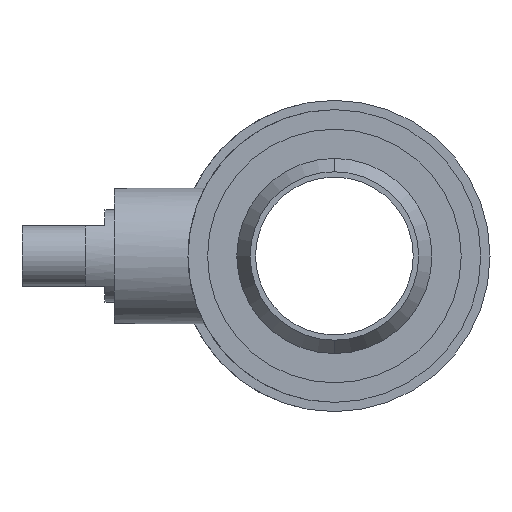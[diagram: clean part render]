
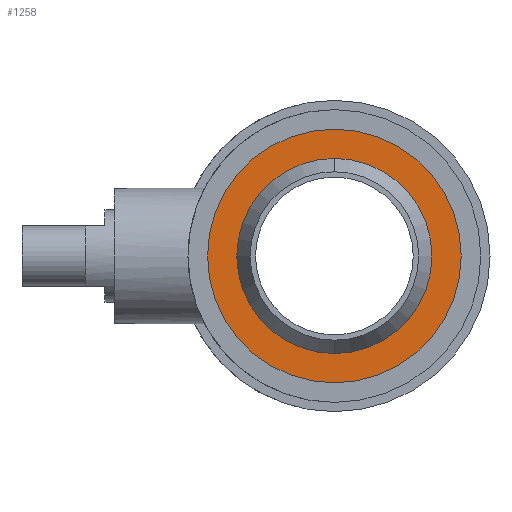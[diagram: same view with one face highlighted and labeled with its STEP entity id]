
A CAD part, left-side view. The second image highlights one B-rep face of the part: STEP entity #1258.
In plain terms, the highlighted planar face has unit normal (-1, 0, 0).
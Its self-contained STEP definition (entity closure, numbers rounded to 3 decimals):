
#18 = ORIENTED_EDGE ( 'NONE', *, *, #69, .F. ) ;
#69 = EDGE_CURVE ( 'NONE', #935, #1133, #560, .T. ) ;
#80 = DIRECTION ( 'NONE',  ( 0., 0., 1. ) ) ;
#89 = EDGE_LOOP ( 'NONE', ( #798, #18 ) ) ;
#111 = ORIENTED_EDGE ( 'NONE', *, *, #1388, .T. ) ;
#123 = CIRCLE ( 'NONE', #936, 11. ) ;
#146 = AXIS2_PLACEMENT_3D ( 'NONE', #625, #1053, #80 ) ;
#212 = CARTESIAN_POINT ( 'NONE',  ( -16.01, 0., 11. ) ) ;
#263 = DIRECTION ( 'NONE',  ( 0., 0., 1. ) ) ;
#290 = DIRECTION ( 'NONE',  ( -1., 0., 0. ) ) ;
#319 = DIRECTION ( 'NONE',  ( 0., 0., 1. ) ) ;
#335 = ORIENTED_EDGE ( 'NONE', *, *, #370, .T. ) ;
#370 = EDGE_CURVE ( 'NONE', #1058, #726, #123, .T. ) ;
#401 = AXIS2_PLACEMENT_3D ( 'NONE', #619, #1190, #839 ) ;
#428 = EDGE_CURVE ( 'NONE', #1133, #935, #723, .T. ) ;
#482 = AXIS2_PLACEMENT_3D ( 'NONE', #1304, #1292, #319 ) ;
#483 = CARTESIAN_POINT ( 'NONE',  ( -16.01, 0., 8.465 ) ) ;
#499 = CARTESIAN_POINT ( 'NONE',  ( -16.01, 0., -8.465 ) ) ;
#560 = CIRCLE ( 'NONE', #1208, 8.465 ) ;
#596 = DIRECTION ( 'NONE',  ( -1., 0., 0. ) ) ;
#619 = CARTESIAN_POINT ( 'NONE',  ( -16.01, 0., 0. ) ) ;
#625 = CARTESIAN_POINT ( 'NONE',  ( -16.01, 0., 0. ) ) ;
#692 = EDGE_LOOP ( 'NONE', ( #111, #335 ) ) ;
#723 = CIRCLE ( 'NONE', #401, 8.465 ) ;
#726 = VERTEX_POINT ( 'NONE', #1247 ) ;
#732 = PLANE ( 'NONE',  #146 ) ;
#798 = ORIENTED_EDGE ( 'NONE', *, *, #428, .F. ) ;
#839 = DIRECTION ( 'NONE',  ( 0., 0., 1. ) ) ;
#846 = FACE_BOUND ( 'NONE', #89, .T. ) ;
#935 = VERTEX_POINT ( 'NONE', #499 ) ;
#936 = AXIS2_PLACEMENT_3D ( 'NONE', #1275, #290, #1063 ) ;
#1015 = CIRCLE ( 'NONE', #482, 11. ) ;
#1053 = DIRECTION ( 'NONE',  ( -1., 0., 0. ) ) ;
#1058 = VERTEX_POINT ( 'NONE', #212 ) ;
#1063 = DIRECTION ( 'NONE',  ( 0., 0., 1. ) ) ;
#1133 = VERTEX_POINT ( 'NONE', #483 ) ;
#1190 = DIRECTION ( 'NONE',  ( -1., 0., 0. ) ) ;
#1208 = AXIS2_PLACEMENT_3D ( 'NONE', #1254, #596, #263 ) ;
#1247 = CARTESIAN_POINT ( 'NONE',  ( -16.01, 0., -11. ) ) ;
#1254 = CARTESIAN_POINT ( 'NONE',  ( -16.01, 0., 0. ) ) ;
#1258 = ADVANCED_FACE ( 'NONE', ( #846, #1377 ), #732, .T. ) ;
#1275 = CARTESIAN_POINT ( 'NONE',  ( -16.01, 0., 0. ) ) ;
#1292 = DIRECTION ( 'NONE',  ( -1., 0., 0. ) ) ;
#1304 = CARTESIAN_POINT ( 'NONE',  ( -16.01, 0., 0. ) ) ;
#1377 = FACE_OUTER_BOUND ( 'NONE', #692, .T. ) ;
#1388 = EDGE_CURVE ( 'NONE', #726, #1058, #1015, .T. ) ;
